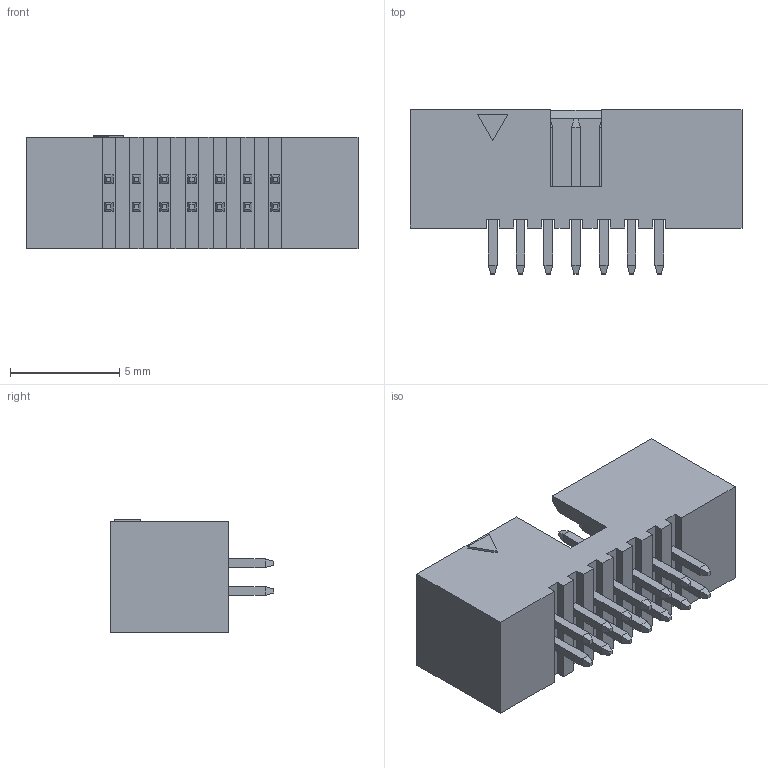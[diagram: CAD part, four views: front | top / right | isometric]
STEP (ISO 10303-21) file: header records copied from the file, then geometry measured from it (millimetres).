
FILE_DESCRIPTION (( 'STEP AP214' ), '1' );
FILE_NAME ('User Library-CONB127P-2R-20W_TH.STEP', '2015-11-11T14:53:51', ( 'Windows User' ), ( '' ), 'SwSTEP 2.0', 'SolidWorks 2016', '' );
FILE_SCHEMA (( 'AUTOMOTIVE_DESIGN' ));
Length unit declared in the file: millimetre
Products named in the file (1): User Library-CONB127P-2R-20W_TH
Bounding box: 15.19 x 7.5 x 5.2 mm (x, y, z)
Volume: 234.6 mm3; surface area: 620.6 mm2
Topology: 1 solids, 1 shells, 303 faces, 700 edges, 428 vertices
Faces by surface type: plane 303
Entity records: 11052 total; most frequent: CARTESIAN_POINT 1432, ORIENTED_EDGE 1400, DIRECTION 1308, LINE 700, EDGE_CURVE 700, VECTOR 700, VERTEX_POINT 428, EDGE_LOOP 332
